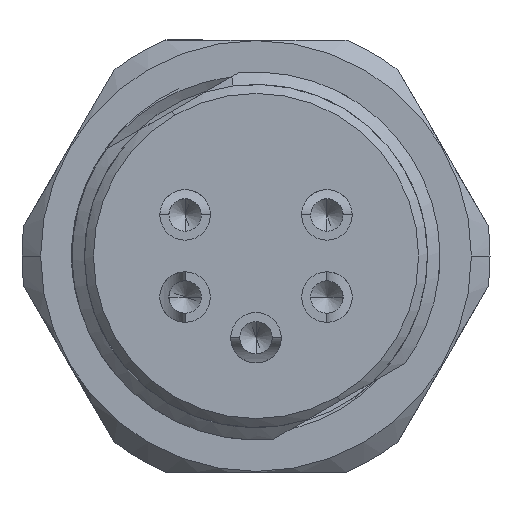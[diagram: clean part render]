
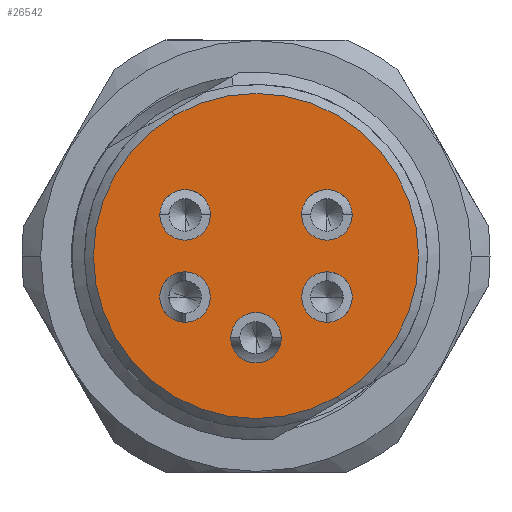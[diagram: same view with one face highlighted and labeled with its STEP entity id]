
A CAD part, front view. The second image highlights one B-rep face of the part: STEP entity #26542.
In plain terms, the highlighted planar face has unit normal (0, -1, 0).
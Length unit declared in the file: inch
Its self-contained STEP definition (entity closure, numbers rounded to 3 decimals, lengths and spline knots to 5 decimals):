
#8189=CARTESIAN_POINT('',(0.,-0.61811,0.));
#8190=DIRECTION('',(0.,1.,0.));
#8191=DIRECTION('',(0.5,0.,-0.866));
#8192=AXIS2_PLACEMENT_3D('',#8189,#8190,#8191);
#8194=CARTESIAN_POINT('',(0.,-0.61811,0.));
#8195=DIRECTION('',(0.,1.,0.));
#8196=DIRECTION('',(-0.5,0.,0.866));
#8197=AXIS2_PLACEMENT_3D('',#8194,#8195,#8196);
#8199=CARTESIAN_POINT('',(0.,-0.61811,-0.17874));
#8200=DIRECTION('',(0.,-1.,0.));
#8201=DIRECTION('',(0.,0.,1.));
#8202=AXIS2_PLACEMENT_3D('',#8199,#8200,#8201);
#8212=CARTESIAN_POINT('',(0.,-0.61811,-0.17874));
#8213=DIRECTION('',(0.,-1.,0.));
#8214=DIRECTION('',(0.,0.,-1.));
#8215=AXIS2_PLACEMENT_3D('',#8212,#8213,#8214);
#8387=CARTESIAN_POINT('',(-0.15512,-0.61811,
-0.08976));
#8388=DIRECTION('',(0.,-1.,0.));
#8389=DIRECTION('',(1.,0.,0.));
#8390=AXIS2_PLACEMENT_3D('',#8387,#8388,#8389);
#8400=CARTESIAN_POINT('',(-0.15512,-0.61811,
-0.08976));
#8401=DIRECTION('',(0.,-1.,0.));
#8402=DIRECTION('',(-1.,0.,0.));
#8403=AXIS2_PLACEMENT_3D('',#8400,#8401,#8402);
#8575=CARTESIAN_POINT('',(0.15512,-0.61811,
-0.08976));
#8576=DIRECTION('',(0.,-1.,0.));
#8577=DIRECTION('',(-1.,0.,0.));
#8578=AXIS2_PLACEMENT_3D('',#8575,#8576,#8577);
#8588=CARTESIAN_POINT('',(0.15512,-0.61811,
-0.08976));
#8589=DIRECTION('',(0.,-1.,0.));
#8590=DIRECTION('',(1.,0.,0.));
#8591=AXIS2_PLACEMENT_3D('',#8588,#8589,#8590);
#8763=CARTESIAN_POINT('',(-0.15512,-0.61811,
0.08976));
#8764=DIRECTION('',(0.,-1.,0.));
#8765=DIRECTION('',(0.,0.,-1.));
#8766=AXIS2_PLACEMENT_3D('',#8763,#8764,#8765);
#8776=CARTESIAN_POINT('',(-0.15512,-0.61811,
0.08976));
#8777=DIRECTION('',(0.,-1.,0.));
#8778=DIRECTION('',(0.,0.,1.));
#8779=AXIS2_PLACEMENT_3D('',#8776,#8777,#8778);
#8951=CARTESIAN_POINT('',(0.15512,-0.61811,
0.08976));
#8952=DIRECTION('',(0.,-1.,0.));
#8953=DIRECTION('',(0.,0.,-1.));
#8954=AXIS2_PLACEMENT_3D('',#8951,#8952,#8953);
#8964=CARTESIAN_POINT('',(0.15512,-0.61811,
0.08976));
#8965=DIRECTION('',(0.,-1.,0.));
#8966=DIRECTION('',(0.,0.,1.));
#8967=AXIS2_PLACEMENT_3D('',#8964,#8965,#8966);
#15447=CARTESIAN_POINT('',(0.17776,-0.61811,
-0.30788));
#15448=CARTESIAN_POINT('',(-0.17776,-0.61811,
0.30788));
#15449=VERTEX_POINT('',#15447);
#15450=VERTEX_POINT('',#15448);
#18179=CARTESIAN_POINT('',(0.15512,-0.61811,
0.03465));
#18180=CARTESIAN_POINT('',(0.15512,-0.61811,
0.14488));
#18181=VERTEX_POINT('',#18179);
#18182=VERTEX_POINT('',#18180);
#18183=CARTESIAN_POINT('',(-0.15512,-0.61811,
0.03465));
#18184=CARTESIAN_POINT('',(-0.15512,-0.61811,
0.14488));
#18185=VERTEX_POINT('',#18183);
#18186=VERTEX_POINT('',#18184);
#18187=CARTESIAN_POINT('',(0.1,-0.61811,-0.08976));
#18188=CARTESIAN_POINT('',(0.21024,-0.61811,
-0.08976));
#18189=VERTEX_POINT('',#18187);
#18190=VERTEX_POINT('',#18188);
#18191=CARTESIAN_POINT('',(-0.1,-0.61811,-0.08976));
#18192=CARTESIAN_POINT('',(-0.21024,-0.61811,
-0.08976));
#18193=VERTEX_POINT('',#18191);
#18194=VERTEX_POINT('',#18192);
#18195=CARTESIAN_POINT('',(0.,-0.61811,-0.12362));
#18196=CARTESIAN_POINT('',(0.,-0.61811,-0.23386));
#18197=VERTEX_POINT('',#18195);
#18198=VERTEX_POINT('',#18196);
#26503=CARTESIAN_POINT('',(0.,-0.61811,0.));
#26504=DIRECTION('',(0.,-1.,0.));
#26505=DIRECTION('',(-0.5,0.,0.866));
#26506=AXIS2_PLACEMENT_3D('',#26503,#26504,#26505);
#26507=PLANE('',#26506);
#26508=ORIENTED_EDGE('',*,*,#26087,.T.);
#26509=ORIENTED_EDGE('',*,*,#26070,.T.);
#26510=EDGE_LOOP('',(#26508,#26509));
#26511=FACE_OUTER_BOUND('',#26510,.F.);
#26513=ORIENTED_EDGE('',*,*,#26512,.T.);
#26515=ORIENTED_EDGE('',*,*,#26514,.T.);
#26516=EDGE_LOOP('',(#26513,#26515));
#26517=FACE_BOUND('',#26516,.F.);
#26519=ORIENTED_EDGE('',*,*,#26518,.T.);
#26521=ORIENTED_EDGE('',*,*,#26520,.T.);
#26522=EDGE_LOOP('',(#26519,#26521));
#26523=FACE_BOUND('',#26522,.F.);
#26525=ORIENTED_EDGE('',*,*,#26524,.T.);
#26527=ORIENTED_EDGE('',*,*,#26526,.T.);
#26528=EDGE_LOOP('',(#26525,#26527));
#26529=FACE_BOUND('',#26528,.F.);
#26531=ORIENTED_EDGE('',*,*,#26530,.T.);
#26533=ORIENTED_EDGE('',*,*,#26532,.T.);
#26534=EDGE_LOOP('',(#26531,#26533));
#26535=FACE_BOUND('',#26534,.F.);
#26537=ORIENTED_EDGE('',*,*,#26536,.T.);
#26539=ORIENTED_EDGE('',*,*,#26538,.T.);
#26540=EDGE_LOOP('',(#26537,#26539));
#26541=FACE_BOUND('',#26540,.F.);
#26542=ADVANCED_FACE('',(#26511,#26517,#26523,#26529,#26535,#26541),#26507,.T.);
#8193=CIRCLE('',#8192,0.35551);
#8198=CIRCLE('',#8197,0.35551);
#8203=CIRCLE('',#8202,0.05512);
#8216=CIRCLE('',#8215,0.05512);
#8391=CIRCLE('',#8390,0.05512);
#8404=CIRCLE('',#8403,0.05512);
#8579=CIRCLE('',#8578,0.05512);
#8592=CIRCLE('',#8591,0.05512);
#8767=CIRCLE('',#8766,0.05512);
#8780=CIRCLE('',#8779,0.05512);
#8955=CIRCLE('',#8954,0.05512);
#8968=CIRCLE('',#8967,0.05512);
#26070=EDGE_CURVE('',#15450,#15449,#8198,.T.);
#26087=EDGE_CURVE('',#15449,#15450,#8193,.T.);
#26512=EDGE_CURVE('',#18193,#18194,#8391,.T.);
#26514=EDGE_CURVE('',#18194,#18193,#8404,.T.);
#26518=EDGE_CURVE('',#18189,#18190,#8579,.T.);
#26520=EDGE_CURVE('',#18190,#18189,#8592,.T.);
#26524=EDGE_CURVE('',#18185,#18186,#8767,.T.);
#26526=EDGE_CURVE('',#18186,#18185,#8780,.T.);
#26530=EDGE_CURVE('',#18181,#18182,#8955,.T.);
#26532=EDGE_CURVE('',#18182,#18181,#8968,.T.);
#26536=EDGE_CURVE('',#18197,#18198,#8203,.T.);
#26538=EDGE_CURVE('',#18198,#18197,#8216,.T.);
